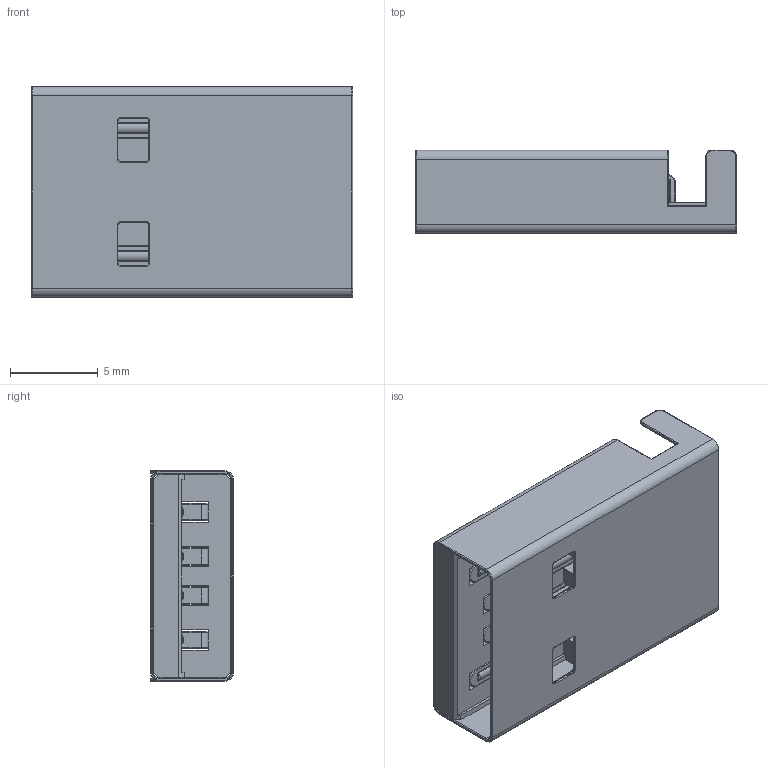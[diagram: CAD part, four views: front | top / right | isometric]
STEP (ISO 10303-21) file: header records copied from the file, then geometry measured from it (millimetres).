
FILE_DESCRIPTION (( 'STEP AP214' ), '1' );
FILE_NAME ('6C71B833-3100-4FB6-A62C-F35799269A9F.STEP', '2008-11-22T13:33:42', ( 'SysAdmin' ), ( 'SolidWorks' ), 'SwSTEP 2.0', 'SolidWorks 2009', '' );
FILE_SCHEMA (( 'AUTOMOTIVE_DESIGN' ));
Length unit declared in the file: inch
Products named in the file (1): 6C71B833-3100-4FB6-A62C-F35799269A9F
Bounding box: 18.33 x 4.76 x 12.01 mm (x, y, z)
Volume: 578.4 mm3; surface area: 2134.8 mm2
Topology: 7 solids, 7 shells, 573 faces, 1377 edges, 814 vertices
Faces by surface type: cylinder 236, plane 173, torus 148, bspline 16
Entity records: 19528 total; most frequent: CARTESIAN_POINT 3213, DIRECTION 3073, ORIENTED_EDGE 2738, EDGE_CURVE 1369, AXIS2_PLACEMENT_3D 1186, VERTEX_POINT 814, VECTOR 701, LINE 701
